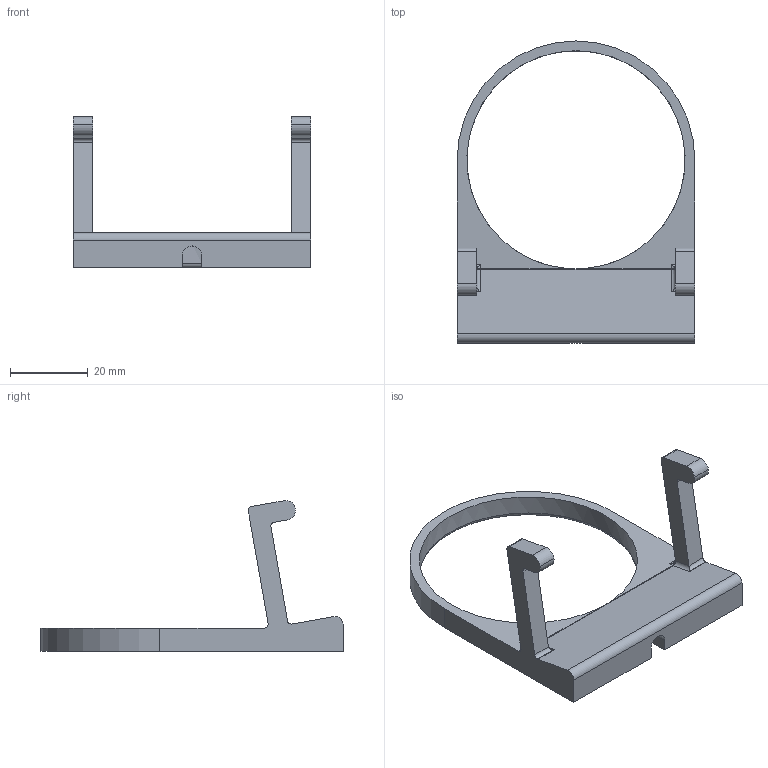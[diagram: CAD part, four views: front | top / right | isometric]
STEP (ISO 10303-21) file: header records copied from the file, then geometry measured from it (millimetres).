
FILE_DESCRIPTION(('HOOPS Exchange Step'),'2;1');
FILE_NAME('temp_export','2022-08-22T15:02:26-07:00',('schwa'),('Shapr3D Limited'),'HOOPS Exchange 2022.1','Shapr3D','Authorized');
FILE_SCHEMA( ('AP203_CONFIGURATION_CONTROLLED_3D_DESIGN_OF_MECHANICAL_PARTS_AND_ASSEMBLIES_MIM_LF') );
Length unit declared in the file: millimetre
Products named in the file (4): Folder 05; Folder 04; Grabcad Models ; root
Assembly tree (3 placements, depth 3):
  root
    Folder 04
      Folder 05
    Grabcad Models 
Bounding box: 61 x 77.5 x 38.71 mm (x, y, z)
Volume: 14451.7 mm3; surface area: 8028.5 mm2
Topology: 1 solids, 1 shells, 44 faces, 126 edges, 80 vertices
Faces by surface type: cylinder 23, plane 18, sphere 2, torus 1
Full cylindrical faces by diameter (mm): 56 x1
Entity records: 1669 total; most frequent: CARTESIAN_POINT 420, DIRECTION 258, ORIENTED_EDGE 248, EDGE_CURVE 124, AXIS2_PLACEMENT_3D 92, VERTEX_POINT 80, VECTOR 74, LINE 74
